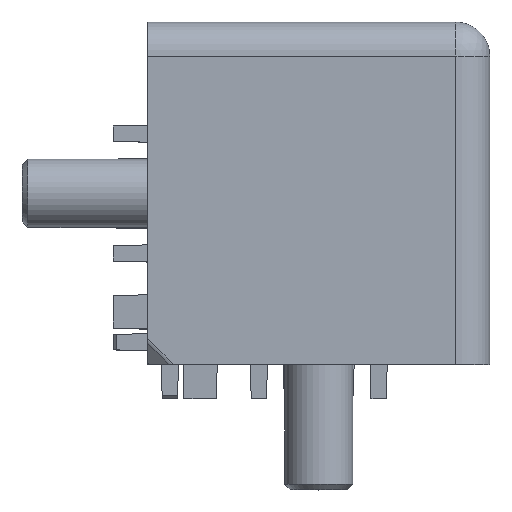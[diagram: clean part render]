
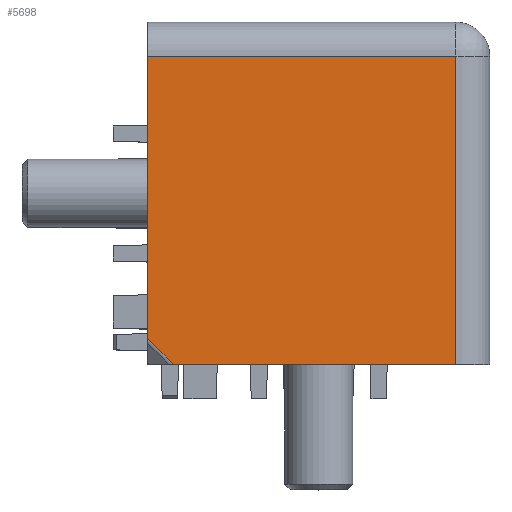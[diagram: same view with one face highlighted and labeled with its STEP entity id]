
A CAD part, top view. The second image highlights one B-rep face of the part: STEP entity #5698.
In plain terms, the highlighted face is planar.
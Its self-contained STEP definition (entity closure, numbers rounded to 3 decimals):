
#435=PLANE('',#6248);
#1003=LINE('',#10035,#1600);
#1007=LINE('',#10048,#1604);
#1012=LINE('',#10063,#1609);
#1013=LINE('',#10064,#1610);
#1014=LINE('',#10065,#1611);
#1600=VECTOR('',#7621,1000.);
#1604=VECTOR('',#7633,1000.);
#1609=VECTOR('',#7648,1000.);
#1610=VECTOR('',#7649,1000.);
#1611=VECTOR('',#7650,1000.);
#1926=FACE_OUTER_BOUND('',#2264,.T.);
#2264=EDGE_LOOP('',(#5187,#5188,#5189,#5190,#5191));
#2887=VERTEX_POINT('',#9223);
#2963=VERTEX_POINT('',#10032);
#2964=VERTEX_POINT('',#10034);
#2968=VERTEX_POINT('',#10046);
#2969=VERTEX_POINT('',#10047);
#3716=EDGE_CURVE('',#2963,#2964,#1003,.T.);
#3723=EDGE_CURVE('',#2968,#2969,#1007,.T.);
#3732=EDGE_CURVE('',#2963,#2887,#1012,.T.);
#3733=EDGE_CURVE('',#2887,#2968,#1013,.T.);
#3734=EDGE_CURVE('',#2969,#2964,#1014,.T.);
#5187=ORIENTED_EDGE('',*,*,#3732,.T.);
#5188=ORIENTED_EDGE('',*,*,#3733,.T.);
#5189=ORIENTED_EDGE('',*,*,#3723,.T.);
#5190=ORIENTED_EDGE('',*,*,#3734,.T.);
#5191=ORIENTED_EDGE('',*,*,#3716,.F.);
#5698=ADVANCED_FACE('',(#1926),#435,.T.);
#6248=AXIS2_PLACEMENT_3D('',#10062,#7646,#7647);
#7621=DIRECTION('',(-0.577,0.816,0.));
#7633=DIRECTION('',(-0.577,-0.408,0.707));
#7646=DIRECTION('center_axis',(0.577,0.408,0.707));
#7647=DIRECTION('ref_axis',(0.577,0.408,-0.707));
#7648=DIRECTION('',(0.577,0.408,-0.707));
#7649=DIRECTION('',(-0.577,0.816,0.));
#7650=DIRECTION('',(0.,-0.866,0.5));
#9223=CARTESIAN_POINT('',(-3.464,1.225,2.121));
#10032=CARTESIAN_POINT('',(-19.053,-9.798,21.213));
#10034=CARTESIAN_POINT('',(-33.346,10.416,21.213));
#10035=CARTESIAN_POINT('',(-17.321,-12.247,21.213));
#10046=CARTESIAN_POINT('',(-19.053,23.27,2.121));
#10047=CARTESIAN_POINT('',(-33.346,13.163,19.627));
#10048=CARTESIAN_POINT('',(-18.475,23.678,1.414));
#10062=CARTESIAN_POINT('Origin',(-17.321,24.495,0.));
#10063=CARTESIAN_POINT('',(-1.732,2.449,0.));
#10064=CARTESIAN_POINT('',(-19.053,23.27,2.121));
#10065=CARTESIAN_POINT('',(-33.346,10.553,21.134));
